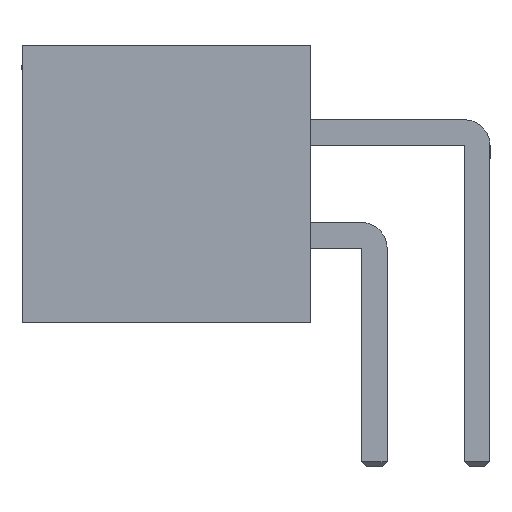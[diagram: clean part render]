
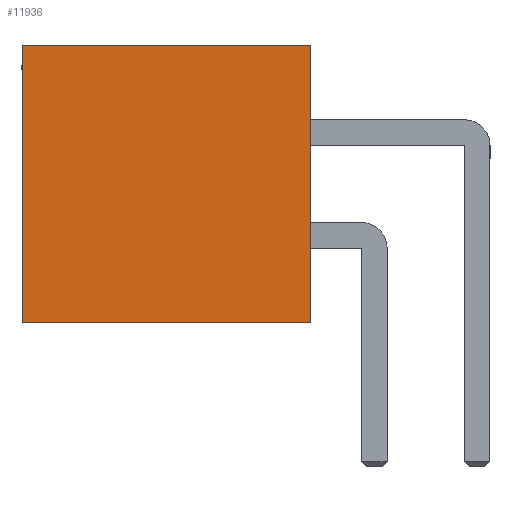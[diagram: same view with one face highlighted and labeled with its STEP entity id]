
A CAD part, left-side view. The second image highlights one B-rep face of the part: STEP entity #11936.
In plain terms, the highlighted planar face has unit normal (-1, 0, 0).
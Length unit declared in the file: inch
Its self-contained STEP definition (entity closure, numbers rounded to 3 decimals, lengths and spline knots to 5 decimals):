
#709 = CARTESIAN_POINT ( 'NONE',  ( 12.25721, 6.37943, -0.30709 ) ) ;
#1810 = VERTEX_POINT ( 'NONE', #32892 ) ;
#2141 = VERTEX_POINT ( 'NONE', #41651 ) ;
#3544 = VECTOR ( 'NONE', #42655, 39.37008 ) ;
#4652 = LINE ( 'NONE', #5894, #3544 ) ;
#5894 = CARTESIAN_POINT ( 'NONE',  ( 12.25721, 6.37943, -0.30709 ) ) ;
#5976 = VECTOR ( 'NONE', #9477, 39.37008 ) ;
#6274 = EDGE_CURVE ( 'NONE', #1810, #17438, #32631, .T. ) ;
#6847 = EDGE_CURVE ( 'NONE', #1810, #2141, #40096, .T. ) ;
#8314 = DIRECTION ( 'NONE',  ( 0., 1., 0. ) ) ;
#9145 = FACE_OUTER_BOUND ( 'NONE', #17638, .T. ) ;
#9381 = DIRECTION ( 'NONE',  ( 0., 0., 1. ) ) ;
#9477 = DIRECTION ( 'NONE',  ( 0., -1., 0. ) ) ;
#9579 = CARTESIAN_POINT ( 'NONE',  ( 12.25721, 6.37943, -0.30709 ) ) ;
#11936 = ADVANCED_FACE ( 'NONE', ( #9145 ), #18807, .T. ) ;
#12427 = VECTOR ( 'NONE', #9381, 39.37008 ) ;
#13389 = CARTESIAN_POINT ( 'NONE',  ( 12.25721, 6.37943, -0.08661 ) ) ;
#14933 = EDGE_CURVE ( 'NONE', #17438, #23691, #4652, .T. ) ;
#17438 = VERTEX_POINT ( 'NONE', #709 ) ;
#17589 = CARTESIAN_POINT ( 'NONE',  ( 12.25721, 6.59203, -0.30709 ) ) ;
#17638 = EDGE_LOOP ( 'NONE', ( #24064, #39299, #27128, #38653 ) ) ;
#18263 = DIRECTION ( 'NONE',  ( 0., -1., 0. ) ) ;
#18302 = DIRECTION ( 'NONE',  ( -1., 0., 0. ) ) ;
#18357 = CARTESIAN_POINT ( 'NONE',  ( 12.25721, 6.37943, -0.30709 ) ) ;
#18807 = PLANE ( 'NONE',  #22918 ) ;
#22918 = AXIS2_PLACEMENT_3D ( 'NONE', #18357, #18302, #18263 ) ;
#23691 = VERTEX_POINT ( 'NONE', #13389 ) ;
#24064 = ORIENTED_EDGE ( 'NONE', *, *, #6274, .T. ) ;
#27128 = ORIENTED_EDGE ( 'NONE', *, *, #32632, .T. ) ;
#29140 = CARTESIAN_POINT ( 'NONE',  ( 12.25721, 6.59203, -0.08661 ) ) ;
#32631 = LINE ( 'NONE', #9579, #5976 ) ;
#32632 = EDGE_CURVE ( 'NONE', #23691, #2141, #35399, .T. ) ;
#32892 = CARTESIAN_POINT ( 'NONE',  ( 12.25721, 6.59203, -0.30709 ) ) ;
#35399 = LINE ( 'NONE', #29140, #44502 ) ;
#38653 = ORIENTED_EDGE ( 'NONE', *, *, #6847, .F. ) ;
#39299 = ORIENTED_EDGE ( 'NONE', *, *, #14933, .T. ) ;
#40096 = LINE ( 'NONE', #17589, #12427 ) ;
#41651 = CARTESIAN_POINT ( 'NONE',  ( 12.25721, 6.59203, -0.08661 ) ) ;
#42655 = DIRECTION ( 'NONE',  ( 0., 0., 1. ) ) ;
#44502 = VECTOR ( 'NONE', #8314, 39.37008 ) ;
